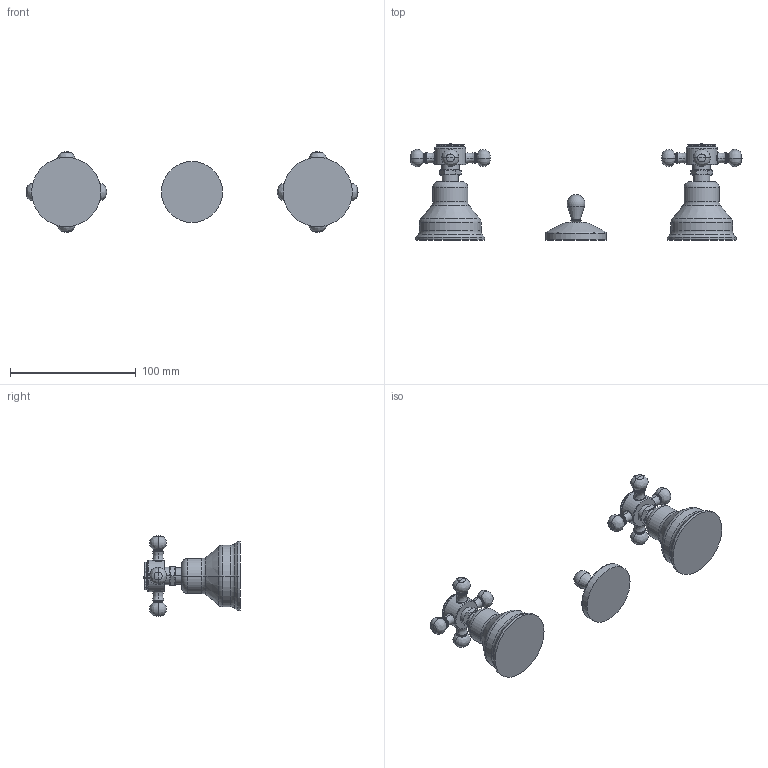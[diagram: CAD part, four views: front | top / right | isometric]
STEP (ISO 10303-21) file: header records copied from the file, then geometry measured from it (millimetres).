
FILE_DESCRIPTION((''),'2;1');
FILE_NAME('VLV116CR','2021-11-11T08:42:53',('ut3'),('PAFFONI SpA'),'CREO PARAMETRIC BY PTC INC, 2020044','CREO PARAMETRIC BY PTC INC, 2020044','');
FILE_SCHEMA(('CONFIG_CONTROL_DESIGN','SHAPE_APPEARANCE_LAYERS_GROUPS'));
Length unit declared in the file: millimetre
Products named in the file (1): VLV116CR
Bounding box: 264.07 x 76.4 x 64.07 mm (x, y, z)
Volume: 167536.5 mm3; surface area: 34481.9 mm2
Topology: 4 solids, 4 shells, 894 faces, 2412 edges, 1529 vertices
Faces by surface type: plane 438, cylinder 282, torus 100, cone 36, sphere 22, bspline 16
Entity records: 36965 total; most frequent: CARTESIAN_POINT 7613, ORIENTED_EDGE 4780, DIRECTION 4506, EDGE_CURVE 2390, AXIS2_PLACEMENT_3D 1706, VERTEX_POINT 1529, FILL_AREA_STYLE_COLOUR 1096, FILL_AREA_STYLE 1096
